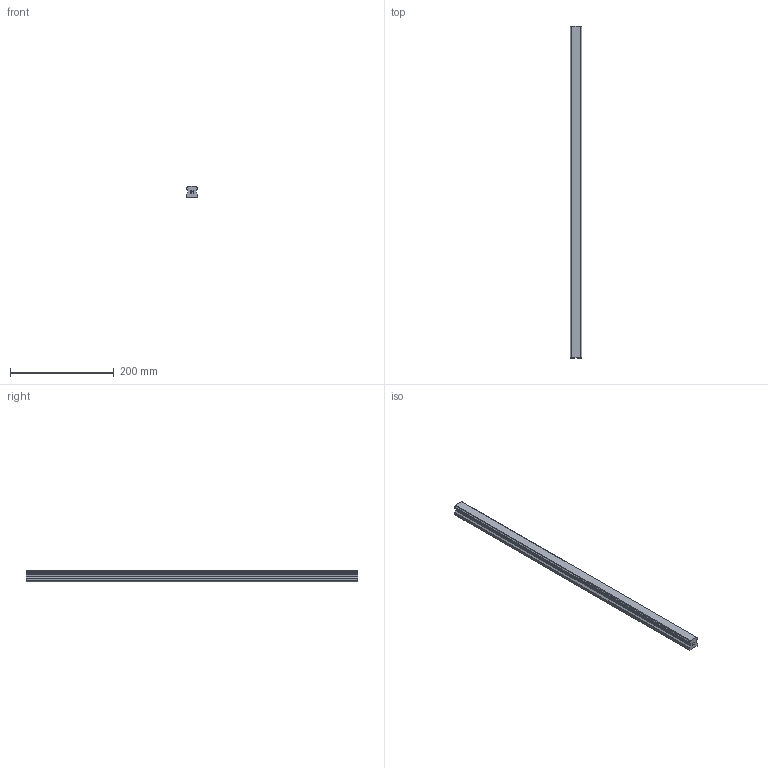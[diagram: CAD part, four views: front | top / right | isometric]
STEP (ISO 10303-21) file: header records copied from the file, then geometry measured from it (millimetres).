
FILE_DESCRIPTION(('STEP AP214'),'1');
FILE_NAME('cctmp_51163229-42FB-41A6-880E-605203B14F0F_2021_01_25_11_52_27_0026..stp','2021-01-25T10:52:27',('HIWIN GmbH'),('CADClick - www.CADClick.com'),'Spatial InterOp 3D',' ','unknown authorization');
FILE_SCHEMA(('AUTOMOTIVE_DESIGN'));
Length unit declared in the file: millimetre
Products named in the file (1): HGR25T640C_FILE
Bounding box: 23 x 640 x 22 mm (x, y, z)
Volume: 276621.5 mm3; surface area: 61508.3 mm2
Topology: 1 solids, 1 shells, 188 faces, 557 edges, 353 vertices
Faces by surface type: plane 122, cylinder 44, cone 22
Entity records: 7675 total; most frequent: DIRECTION 1089, CARTESIAN_POINT 1077, ORIENTED_EDGE 1070, EDGE_CURVE 535, AXIS2_PLACEMENT_3D 365, LINE 359, VECTOR 359, VERTEX_POINT 353
